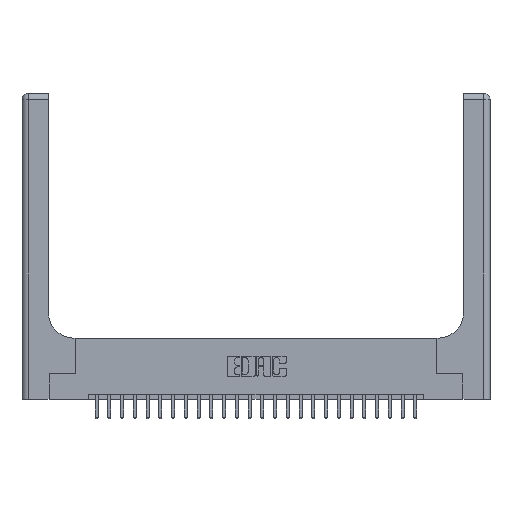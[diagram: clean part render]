
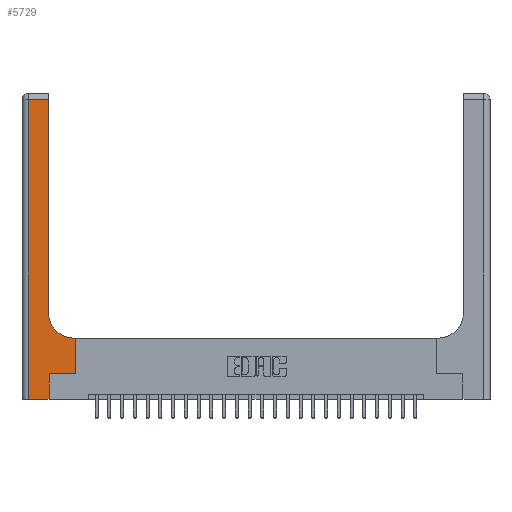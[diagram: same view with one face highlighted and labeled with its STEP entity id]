
A CAD part, top view. The second image highlights one B-rep face of the part: STEP entity #5729.
In plain terms, the highlighted planar face has unit normal (0, 0, 1).
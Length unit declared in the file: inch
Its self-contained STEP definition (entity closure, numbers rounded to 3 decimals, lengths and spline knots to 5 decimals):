
#307 = EDGE_CURVE ( 'NONE', #9664, #17747, #332, .T. ) ;
#332 = LINE ( 'NONE', #13384, #12740 ) ;
#605 = CARTESIAN_POINT ( 'NONE',  ( 0.51, 0.85, 0.37 ) ) ;
#1354 = EDGE_CURVE ( 'NONE', #17747, #20578, #15389, .T. ) ;
#1732 = DIRECTION ( 'NONE',  ( 0., 1., 0. ) ) ;
#2121 = DIRECTION ( 'NONE',  ( 1., 0., 0. ) ) ;
#2454 = CARTESIAN_POINT ( 'NONE',  ( 0.528, 0.6, 0.37 ) ) ;
#2952 = DIRECTION ( 'NONE',  ( 1., 0., 0. ) ) ;
#3674 = CARTESIAN_POINT ( 'NONE',  ( 0.06, 2.94, 0.37 ) ) ;
#4130 = DIRECTION ( 'NONE',  ( 1., 0., 0. ) ) ;
#4644 = LINE ( 'NONE', #9617, #17077 ) ;
#4841 = VECTOR ( 'NONE', #7009, 39.37008 ) ;
#5443 = FACE_OUTER_BOUND ( 'NONE', #15491, .T. ) ;
#5729 = ADVANCED_FACE ( 'NONE', ( #5443 ), #18701, .F. ) ;
#5980 = AXIS2_PLACEMENT_3D ( 'NONE', #605, #18054, #2952 ) ;
#6212 = CARTESIAN_POINT ( 'NONE',  ( 0.528, 0.25, 0.37 ) ) ;
#7009 = DIRECTION ( 'NONE',  ( 0., 1., 0. ) ) ;
#7413 = DIRECTION ( 'NONE',  ( 0., 0., -1. ) ) ;
#7496 = CARTESIAN_POINT ( 'NONE',  ( 0.265, 0., 0.37 ) ) ;
#8465 = ORIENTED_EDGE ( 'NONE', *, *, #17233, .T. ) ;
#8703 = CARTESIAN_POINT ( 'NONE',  ( 0.265, 0.25, 0.37 ) ) ;
#9099 = DIRECTION ( 'NONE',  ( 0., -1., 0. ) ) ;
#9617 = CARTESIAN_POINT ( 'NONE',  ( 0., 2.94, 0.37 ) ) ;
#9664 = VERTEX_POINT ( 'NONE', #2454 ) ;
#9727 = ORIENTED_EDGE ( 'NONE', *, *, #1354, .T. ) ;
#9786 = ORIENTED_EDGE ( 'NONE', *, *, #14894, .T. ) ;
#9799 = DIRECTION ( 'NONE',  ( -1., 0., 0. ) ) ;
#10144 = ORIENTED_EDGE ( 'NONE', *, *, #19114, .T. ) ;
#10378 = VECTOR ( 'NONE', #9099, 39.37008 ) ;
#10411 = VECTOR ( 'NONE', #4130, 39.37008 ) ;
#10431 = ORIENTED_EDGE ( 'NONE', *, *, #19803, .T. ) ;
#10965 = VECTOR ( 'NONE', #13559, 39.37008 ) ;
#11190 = EDGE_CURVE ( 'NONE', #12941, #9664, #17150, .T. ) ;
#11657 = EDGE_CURVE ( 'NONE', #19665, #12941, #17437, .T. ) ;
#11951 = ORIENTED_EDGE ( 'NONE', *, *, #11190, .T. ) ;
#12362 = ORIENTED_EDGE ( 'NONE', *, *, #21003, .T. ) ;
#12681 = CARTESIAN_POINT ( 'NONE',  ( 0.26, 0.85, 0.37 ) ) ;
#12740 = VECTOR ( 'NONE', #15147, 39.37008 ) ;
#12941 = VERTEX_POINT ( 'NONE', #6212 ) ;
#12999 = LINE ( 'NONE', #18632, #13900 ) ;
#13100 = CARTESIAN_POINT ( 'NONE',  ( 0., 3., 0.37 ) ) ;
#13207 = CARTESIAN_POINT ( 'NONE',  ( 0., 0., 0.37 ) ) ;
#13384 = CARTESIAN_POINT ( 'NONE',  ( 0.26, 0.6, 0.37 ) ) ;
#13394 = CARTESIAN_POINT ( 'NONE',  ( 0.06, 0., 0.37 ) ) ;
#13443 = LINE ( 'NONE', #19230, #4841 ) ;
#13454 = CARTESIAN_POINT ( 'NONE',  ( 0.265, 0.25, 0.37 ) ) ;
#13559 = DIRECTION ( 'NONE',  ( 0., 1., 0. ) ) ;
#13900 = VECTOR ( 'NONE', #1732, 39.37008 ) ;
#14041 = VERTEX_POINT ( 'NONE', #3674 ) ;
#14452 = ORIENTED_EDGE ( 'NONE', *, *, #11657, .T. ) ;
#14894 = EDGE_CURVE ( 'NONE', #19697, #19665, #13443, .T. ) ;
#15147 = DIRECTION ( 'NONE',  ( -1., 0., 0. ) ) ;
#15389 = CIRCLE ( 'NONE', #5980, 0.25 ) ;
#15491 = EDGE_LOOP ( 'NONE', ( #10431, #12362, #10144, #8465, #9786, #14452, #11951, #22580, #9727 ) ) ;
#17077 = VECTOR ( 'NONE', #9799, 39.37008 ) ;
#17150 = LINE ( 'NONE', #18909, #10965 ) ;
#17233 = EDGE_CURVE ( 'NONE', #22852, #19697, #20423, .T. ) ;
#17437 = LINE ( 'NONE', #13454, #17701 ) ;
#17440 = AXIS2_PLACEMENT_3D ( 'NONE', #13100, #7413, #22652 ) ;
#17701 = VECTOR ( 'NONE', #2121, 39.37008 ) ;
#17747 = VERTEX_POINT ( 'NONE', #21322 ) ;
#18054 = DIRECTION ( 'NONE',  ( 0., 0., -1. ) ) ;
#18632 = CARTESIAN_POINT ( 'NONE',  ( 0.26, 3., 0.37 ) ) ;
#18701 = PLANE ( 'NONE',  #17440 ) ;
#18909 = CARTESIAN_POINT ( 'NONE',  ( 0.528, 0.25, 0.37 ) ) ;
#19114 = EDGE_CURVE ( 'NONE', #14041, #22852, #20672, .T. ) ;
#19230 = CARTESIAN_POINT ( 'NONE',  ( 0.265, 0., 0.37 ) ) ;
#19665 = VERTEX_POINT ( 'NONE', #8703 ) ;
#19697 = VERTEX_POINT ( 'NONE', #7496 ) ;
#19803 = EDGE_CURVE ( 'NONE', #20578, #20489, #12999, .T. ) ;
#20374 = CARTESIAN_POINT ( 'NONE',  ( 0.06, 3., 0.37 ) ) ;
#20423 = LINE ( 'NONE', #13207, #10411 ) ;
#20489 = VERTEX_POINT ( 'NONE', #21101 ) ;
#20578 = VERTEX_POINT ( 'NONE', #12681 ) ;
#20672 = LINE ( 'NONE', #20374, #10378 ) ;
#21003 = EDGE_CURVE ( 'NONE', #20489, #14041, #4644, .T. ) ;
#21101 = CARTESIAN_POINT ( 'NONE',  ( 0.26, 2.94, 0.37 ) ) ;
#21322 = CARTESIAN_POINT ( 'NONE',  ( 0.51, 0.6, 0.37 ) ) ;
#22580 = ORIENTED_EDGE ( 'NONE', *, *, #307, .T. ) ;
#22652 = DIRECTION ( 'NONE',  ( -1., 0., 0. ) ) ;
#22852 = VERTEX_POINT ( 'NONE', #13394 ) ;
